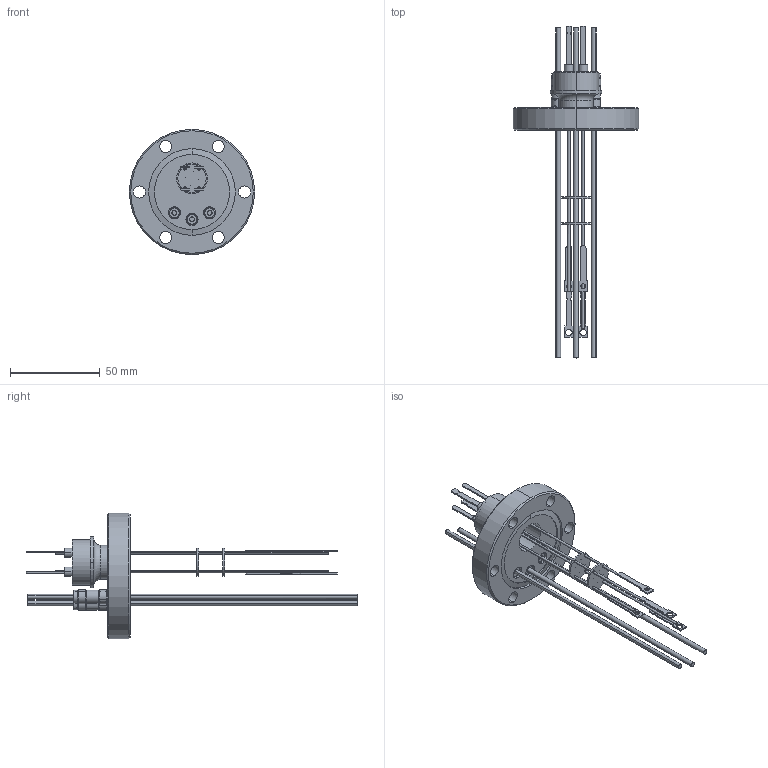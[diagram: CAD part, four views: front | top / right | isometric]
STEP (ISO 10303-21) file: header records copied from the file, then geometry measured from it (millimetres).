
FILE_DESCRIPTION (( 'STEP AP203' ), '1' );
FILE_NAME ('A0451-2-CF.STEP', '2013-04-16T12:06:19', ( '' ), ( '' ), 'SwSTEP 2.0', 'SolidWorks 2012', '' );
FILE_SCHEMA (( 'CONFIG_CONTROL_DESIGN' ));
Length unit declared in the file: inch
Products named in the file (1): A0451-2-CF
Bounding box: 69.85 x 185.19 x 69.85 mm (x, y, z)
Volume: 50694.4 mm3; surface area: 29940.7 mm2
Topology: 1 solids, 5 shells, 477 faces, 1122 edges, 720 vertices
Faces by surface type: cylinder 248, plane 143, cone 56, torus 30
Entity records: 14428 total; most frequent: CARTESIAN_POINT 2741, DIRECTION 2658, ORIENTED_EDGE 2244, EDGE_CURVE 1122, AXIS2_PLACEMENT_3D 1078, VERTEX_POINT 720, CIRCLE 600, EDGE_LOOP 598
